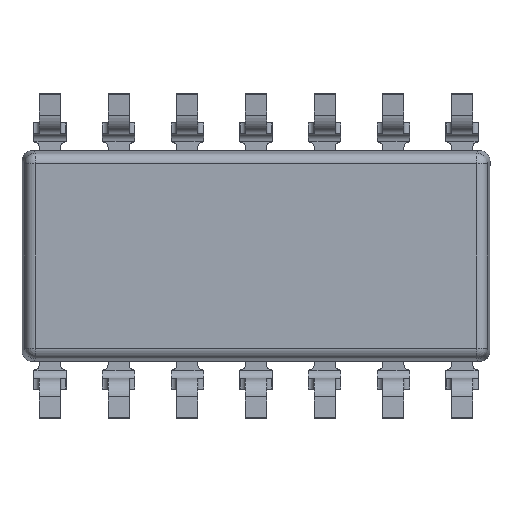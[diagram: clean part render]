
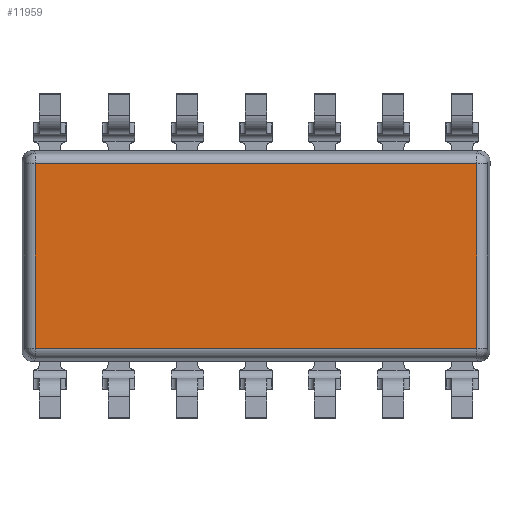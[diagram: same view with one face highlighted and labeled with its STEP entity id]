
A CAD part, front view. The second image highlights one B-rep face of the part: STEP entity #11959.
In plain terms, the highlighted face is planar.
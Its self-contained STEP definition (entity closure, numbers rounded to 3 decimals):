
#380 = CARTESIAN_POINT ( 'NONE',  ( 0.249, 0.589, -0.249 ) ) ;
#640 = EDGE_CURVE ( 'NONE', #13993, #6557, #15032, .T. ) ;
#1192 = CARTESIAN_POINT ( 'NONE',  ( 8.401, 0.589, -3.651 ) ) ;
#1815 = LINE ( 'NONE', #14576, #13188 ) ;
#2054 = VECTOR ( 'NONE', #4037, 1000. ) ;
#3403 = ORIENTED_EDGE ( 'NONE', *, *, #3611, .T. ) ;
#3475 = VERTEX_POINT ( 'NONE', #15478 ) ;
#3512 = PLANE ( 'NONE',  #7044 ) ;
#3611 = EDGE_CURVE ( 'NONE', #6557, #12938, #3726, .T. ) ;
#3650 = DIRECTION ( 'NONE',  ( 0., 0., 1. ) ) ;
#3726 = LINE ( 'NONE', #13555, #16329 ) ;
#4037 = DIRECTION ( 'NONE',  ( 1., 0., 0. ) ) ;
#5307 = VECTOR ( 'NONE', #13597, 1000. ) ;
#6343 = CARTESIAN_POINT ( 'NONE',  ( 0.249, 0.589, -3.651 ) ) ;
#6557 = VERTEX_POINT ( 'NONE', #6343 ) ;
#7044 = AXIS2_PLACEMENT_3D ( 'NONE', #9136, #14790, #11411 ) ;
#8013 = CARTESIAN_POINT ( 'NONE',  ( 0., 0.589, -3.651 ) ) ;
#8094 = CARTESIAN_POINT ( 'NONE',  ( 0., 0.589, -0.249 ) ) ;
#9136 = CARTESIAN_POINT ( 'NONE',  ( 0., 0.589, 0. ) ) ;
#9276 = ORIENTED_EDGE ( 'NONE', *, *, #640, .T. ) ;
#9804 = EDGE_CURVE ( 'NONE', #3475, #13993, #1815, .T. ) ;
#10627 = FACE_OUTER_BOUND ( 'NONE', #11363, .T. ) ;
#11363 = EDGE_LOOP ( 'NONE', ( #16233, #9276, #3403, #17352 ) ) ;
#11411 = DIRECTION ( 'NONE',  ( 0., 0., -1. ) ) ;
#11959 = ADVANCED_FACE ( 'NONE', ( #10627 ), #3512, .F. ) ;
#12938 = VERTEX_POINT ( 'NONE', #380 ) ;
#13188 = VECTOR ( 'NONE', #17241, 1000. ) ;
#13555 = CARTESIAN_POINT ( 'NONE',  ( 0.249, 0.589, 0. ) ) ;
#13597 = DIRECTION ( 'NONE',  ( -1., 0., 0. ) ) ;
#13993 = VERTEX_POINT ( 'NONE', #1192 ) ;
#14576 = CARTESIAN_POINT ( 'NONE',  ( 8.401, 0.589, 0. ) ) ;
#14790 = DIRECTION ( 'NONE',  ( 0., -1., 0. ) ) ;
#15032 = LINE ( 'NONE', #8013, #5307 ) ;
#15478 = CARTESIAN_POINT ( 'NONE',  ( 8.401, 0.589, -0.249 ) ) ;
#16233 = ORIENTED_EDGE ( 'NONE', *, *, #9804, .T. ) ;
#16329 = VECTOR ( 'NONE', #3650, 1000. ) ;
#17227 = EDGE_CURVE ( 'NONE', #12938, #3475, #18022, .T. ) ;
#17241 = DIRECTION ( 'NONE',  ( 0., 0., -1. ) ) ;
#17352 = ORIENTED_EDGE ( 'NONE', *, *, #17227, .T. ) ;
#18022 = LINE ( 'NONE', #8094, #2054 ) ;
